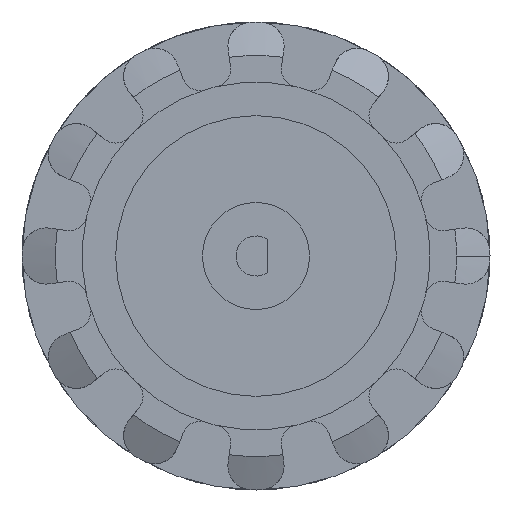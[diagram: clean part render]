
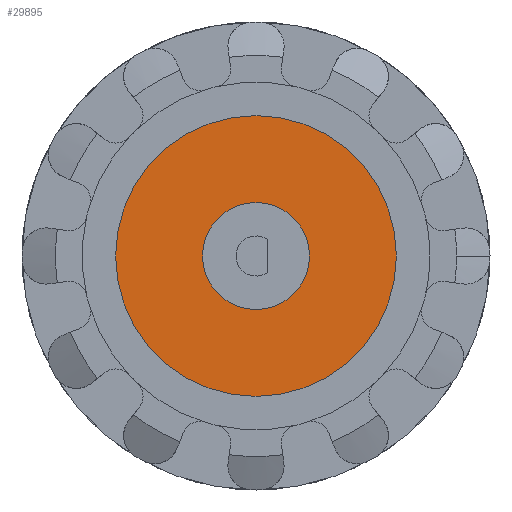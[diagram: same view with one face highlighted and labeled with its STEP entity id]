
A CAD part, front view. The second image highlights one B-rep face of the part: STEP entity #29895.
In plain terms, the highlighted planar face has unit normal (0, -1, 0).
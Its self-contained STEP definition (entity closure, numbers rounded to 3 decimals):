
#29274 = CYLINDRICAL_SURFACE('',#29275,4.);
#29275 = AXIS2_PLACEMENT_3D('',#29276,#29277,#29278);
#29276 = CARTESIAN_POINT('',(0.,-1.9,0.));
#29277 = DIRECTION('',(0.,-1.,-0.));
#29278 = DIRECTION('',(0.,0.,1.));
#29698 = CYLINDRICAL_SURFACE('',#29699,10.5);
#29699 = AXIS2_PLACEMENT_3D('',#29700,#29701,#29702);
#29700 = CARTESIAN_POINT('',(0.,-6.1,0.));
#29701 = DIRECTION('',(0.,1.,0.));
#29702 = DIRECTION('',(1.,0.,0.));
#29792 = VERTEX_POINT('',#29793);
#29793 = CARTESIAN_POINT('',(0.,-1.2,4.));
#29814 = EDGE_CURVE('',#29792,#29792,#29815,.T.);
#29815 = SURFACE_CURVE('',#29816,(#29821,#29828),.PCURVE_S1.);
#29816 = CIRCLE('',#29817,4.);
#29817 = AXIS2_PLACEMENT_3D('',#29818,#29819,#29820);
#29818 = CARTESIAN_POINT('',(0.,-1.2,0.));
#29819 = DIRECTION('',(0.,-1.,0.));
#29820 = DIRECTION('',(0.,0.,1.));
#29821 = PCURVE('',#29274,#29822);
#29822 = DEFINITIONAL_REPRESENTATION('',(#29823),#29827);
#29823 = LINE('',#29824,#29825);
#29824 = CARTESIAN_POINT('',(-6.283,-0.7));
#29825 = VECTOR('',#29826,1.);
#29826 = DIRECTION('',(1.,-0.));
#29827 = ( GEOMETRIC_REPRESENTATION_CONTEXT(2) 
PARAMETRIC_REPRESENTATION_CONTEXT() REPRESENTATION_CONTEXT('2D SPACE',''
  ) );
#29828 = PCURVE('',#29829,#29834);
#29829 = PLANE('',#29830);
#29830 = AXIS2_PLACEMENT_3D('',#29831,#29832,#29833);
#29831 = CARTESIAN_POINT('',(0.,-1.2,0.));
#29832 = DIRECTION('',(0.,1.,0.));
#29833 = DIRECTION('',(1.,0.,0.));
#29834 = DEFINITIONAL_REPRESENTATION('',(#29835),#29843);
#29835 = ( BOUNDED_CURVE() B_SPLINE_CURVE(2,(#29836,#29837,#29838,#29839
    ,#29840,#29841,#29842),.UNSPECIFIED.,.T.,.F.) 
B_SPLINE_CURVE_WITH_KNOTS((1,2,2,2,2,1),(-2.094,0.,
    2.094,4.189,6.283,8.378),
.UNSPECIFIED.) CURVE() GEOMETRIC_REPRESENTATION_ITEM() 
RATIONAL_B_SPLINE_CURVE((1.,0.5,1.,0.5,1.,0.5,1.)) REPRESENTATION_ITEM(
  '') );
#29836 = CARTESIAN_POINT('',(0.,-4.));
#29837 = CARTESIAN_POINT('',(-6.928,-4.));
#29838 = CARTESIAN_POINT('',(-3.464,2.));
#29839 = CARTESIAN_POINT('',(0.,8.));
#29840 = CARTESIAN_POINT('',(3.464,2.));
#29841 = CARTESIAN_POINT('',(6.928,-4.));
#29842 = CARTESIAN_POINT('',(0.,-4.));
#29843 = ( GEOMETRIC_REPRESENTATION_CONTEXT(2) 
PARAMETRIC_REPRESENTATION_CONTEXT() REPRESENTATION_CONTEXT('2D SPACE',''
  ) );
#29851 = VERTEX_POINT('',#29852);
#29852 = CARTESIAN_POINT('',(10.5,-1.2,0.));
#29873 = EDGE_CURVE('',#29851,#29851,#29874,.T.);
#29874 = SURFACE_CURVE('',#29875,(#29880,#29887),.PCURVE_S1.);
#29875 = CIRCLE('',#29876,10.5);
#29876 = AXIS2_PLACEMENT_3D('',#29877,#29878,#29879);
#29877 = CARTESIAN_POINT('',(0.,-1.2,0.));
#29878 = DIRECTION('',(0.,1.,0.));
#29879 = DIRECTION('',(1.,0.,0.));
#29880 = PCURVE('',#29698,#29881);
#29881 = DEFINITIONAL_REPRESENTATION('',(#29882),#29886);
#29882 = LINE('',#29883,#29884);
#29883 = CARTESIAN_POINT('',(0.,4.9));
#29884 = VECTOR('',#29885,1.);
#29885 = DIRECTION('',(1.,0.));
#29886 = ( GEOMETRIC_REPRESENTATION_CONTEXT(2) 
PARAMETRIC_REPRESENTATION_CONTEXT() REPRESENTATION_CONTEXT('2D SPACE',''
  ) );
#29887 = PCURVE('',#29829,#29888);
#29888 = DEFINITIONAL_REPRESENTATION('',(#29889),#29893);
#29889 = CIRCLE('',#29890,10.5);
#29890 = AXIS2_PLACEMENT_2D('',#29891,#29892);
#29891 = CARTESIAN_POINT('',(0.,0.));
#29892 = DIRECTION('',(1.,0.));
#29893 = ( GEOMETRIC_REPRESENTATION_CONTEXT(2) 
PARAMETRIC_REPRESENTATION_CONTEXT() REPRESENTATION_CONTEXT('2D SPACE',''
  ) );
#29895 = ADVANCED_FACE('',(#29896,#29899),#29829,.F.);
#29896 = FACE_BOUND('',#29897,.F.);
#29897 = EDGE_LOOP('',(#29898));
#29898 = ORIENTED_EDGE('',*,*,#29873,.T.);
#29899 = FACE_BOUND('',#29900,.F.);
#29900 = EDGE_LOOP('',(#29901));
#29901 = ORIENTED_EDGE('',*,*,#29814,.T.);
